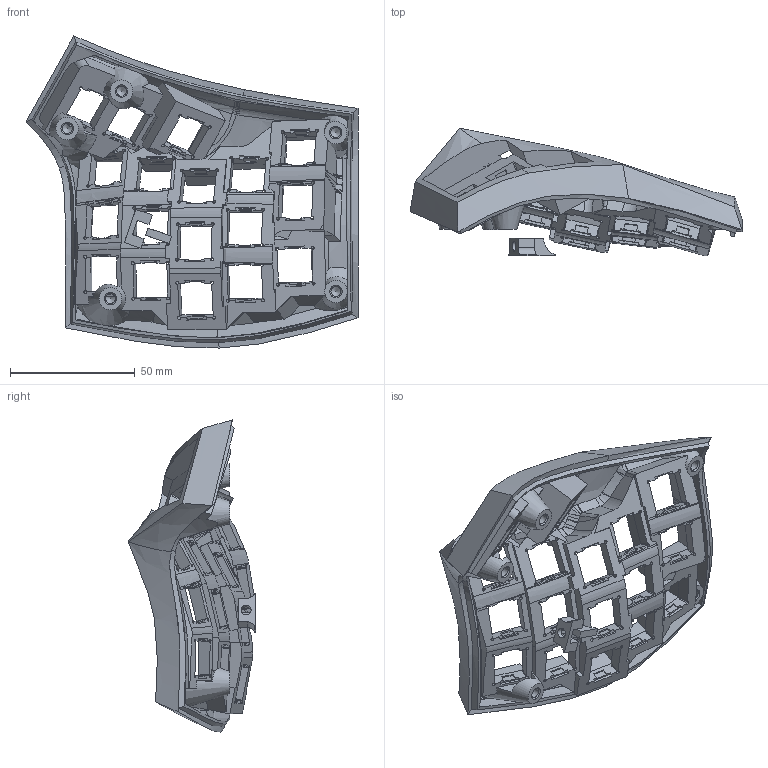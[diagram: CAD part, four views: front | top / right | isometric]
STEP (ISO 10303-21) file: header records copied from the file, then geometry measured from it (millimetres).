
FILE_DESCRIPTION(/* description */ (''),/* implementation_level */ '2;1');
FILE_NAME(/* name */ 'cygnus--chonk.step',/* time_stamp */ '2024-05-29T13:57:07+01:00',/* author */ (''),/* organization */ (''),/* preprocessor_version */ 'ST-DEVELOPER v20',/* originating_system */ 'Autodesk Translation Framework v12.20.1.177',/* authorisation */ '');
FILE_SCHEMA (('AUTOMOTIVE_DESIGN { 1 0 10303 214 3 1 1 }'));
Products named in the file (2): cygnus_case; Switch
Assembly tree (1 placements, depth 2):
  cygnus_case
    Switch
Bounding box: 132.94 x 51.14 x 124.97 mm (x, y, z)
Volume: 69322.5 mm3; surface area: 49471.4 mm2
Topology: 3 solids, 4 shells, 963 faces, 2845 edges, 1872 vertices
Faces by surface type: plane 674, bspline 177, cylinder 93, cone 19
Full cylindrical faces by diameter (mm): 4 x6
Entity records: 50368 total; most frequent: CARTESIAN_POINT 26119, ORIENTED_EDGE 5680, DIRECTION 4047, EDGE_CURVE 2840, LINE 1971, VECTOR 1971, VERTEX_POINT 1872, AXIS2_PLACEMENT_3D 1038
